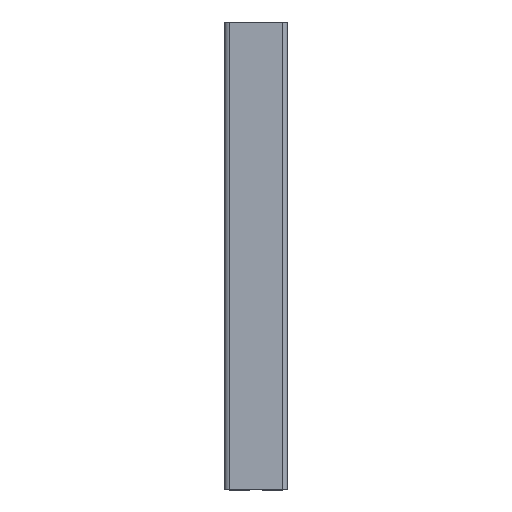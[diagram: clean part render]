
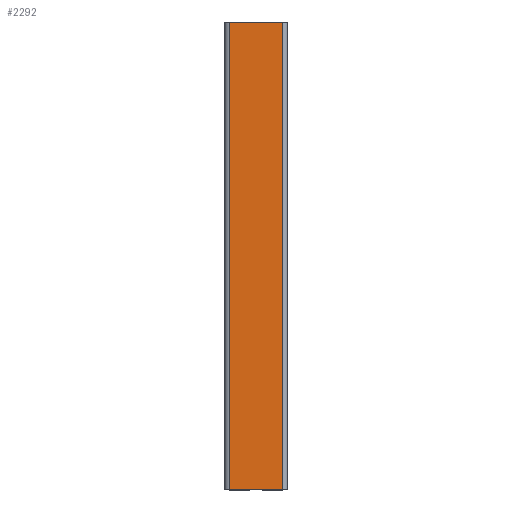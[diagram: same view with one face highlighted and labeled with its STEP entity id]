
A CAD part, top view. The second image highlights one B-rep face of the part: STEP entity #2292.
In plain terms, the highlighted face is planar.
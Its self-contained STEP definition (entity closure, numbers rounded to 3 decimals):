
#57 = CARTESIAN_POINT ( 'NONE',  ( 17., 20., -300. ) ) ;
#59 = PLANE ( 'NONE',  #1540 ) ;
#62 = DIRECTION ( 'NONE',  ( 0., 1., 0. ) ) ;
#63 = DIRECTION ( 'NONE',  ( 0., 0., 1. ) ) ;
#76 = FACE_OUTER_BOUND ( 'NONE', #1201, .T. ) ;
#373 = CARTESIAN_POINT ( 'NONE',  ( 17., 20., 0. ) ) ;
#392 = CARTESIAN_POINT ( 'NONE',  ( -17., 20., 0. ) ) ;
#410 = CARTESIAN_POINT ( 'NONE',  ( 17., 20., -300. ) ) ;
#452 = CARTESIAN_POINT ( 'NONE',  ( -17., 20., -300. ) ) ;
#601 = LINE ( 'NONE', #614, #1611 ) ;
#614 = CARTESIAN_POINT ( 'NONE',  ( 17., 20., 0. ) ) ;
#615 = DIRECTION ( 'NONE',  ( -1., 0., 0. ) ) ;
#616 = DIRECTION ( 'NONE',  ( -1., 0., 0. ) ) ;
#620 = CARTESIAN_POINT ( 'NONE',  ( 17., 20., -300. ) ) ;
#622 = LINE ( 'NONE', #620, #1626 ) ;
#1002 = CARTESIAN_POINT ( 'NONE',  ( -17., 20., -300. ) ) ;
#1003 = LINE ( 'NONE', #1002, #1645 ) ;
#1010 = DIRECTION ( 'NONE',  ( 0., 0., 1. ) ) ;
#1029 = LINE ( 'NONE', #1030, #1654 ) ;
#1030 = CARTESIAN_POINT ( 'NONE',  ( 17., 20., -300. ) ) ;
#1031 = DIRECTION ( 'NONE',  ( 0., 0., 1. ) ) ;
#1201 = EDGE_LOOP ( 'NONE', ( #1431, #1441, #1432, #1434 ) ) ;
#1204 = VERTEX_POINT ( 'NONE', #392 ) ;
#1206 = VERTEX_POINT ( 'NONE', #373 ) ;
#1255 = VERTEX_POINT ( 'NONE', #452 ) ;
#1256 = VERTEX_POINT ( 'NONE', #410 ) ;
#1431 = ORIENTED_EDGE ( 'NONE', *, *, #2334, .F. ) ;
#1432 = ORIENTED_EDGE ( 'NONE', *, *, #2335, .T. ) ;
#1434 = ORIENTED_EDGE ( 'NONE', *, *, #2384, .T. ) ;
#1441 = ORIENTED_EDGE ( 'NONE', *, *, #2393, .F. ) ;
#1540 = AXIS2_PLACEMENT_3D ( 'NONE', #57, #62, #63 ) ;
#1611 = VECTOR ( 'NONE', #615, 1000. ) ;
#1626 = VECTOR ( 'NONE', #616, 1000. ) ;
#1645 = VECTOR ( 'NONE', #1010, 1000. ) ;
#1654 = VECTOR ( 'NONE', #1031, 1000. ) ;
#2292 = ADVANCED_FACE ( 'PLANAR_0', ( #76 ), #59, .T. ) ;
#2334 = EDGE_CURVE ( 'NONE', #1206, #1204, #601, .T. ) ;
#2335 = EDGE_CURVE ( 'NONE', #1256, #1255, #622, .T. ) ;
#2384 = EDGE_CURVE ( 'NONE', #1255, #1204, #1003, .T. ) ;
#2393 = EDGE_CURVE ( 'NONE', #1256, #1206, #1029, .T. ) ;
